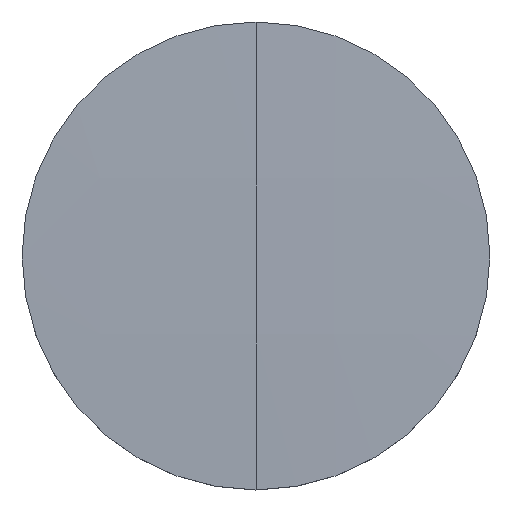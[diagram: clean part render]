
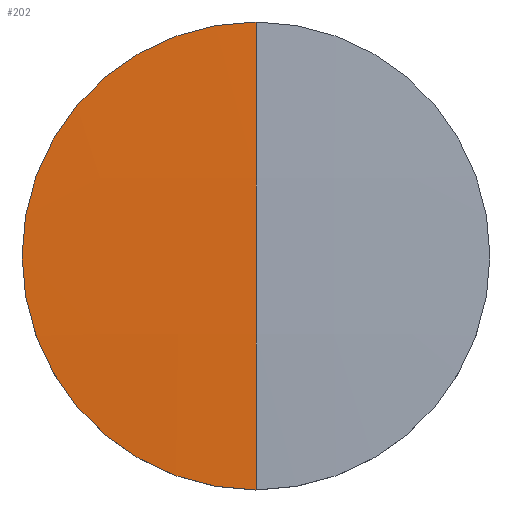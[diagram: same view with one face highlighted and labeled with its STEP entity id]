
A CAD part, top view. The second image highlights one B-rep face of the part: STEP entity #202.
In plain terms, the highlighted free-form (B-spline) face has degree [3, 3] with [4, 4] control points.
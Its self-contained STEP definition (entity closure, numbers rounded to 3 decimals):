
#1 = CARTESIAN_POINT ( 'NONE',  ( -12.773, -19.279, 4.659 ) ) ;
#5 = AXIS2_PLACEMENT_3D ( 'NONE', #49, #96, #287 ) ;
#19 = CARTESIAN_POINT ( 'NONE',  ( -19.158, -19.279, 4.491 ) ) ;
#21 = CARTESIAN_POINT ( 'NONE',  ( 0., -6.428, 5.085 ) ) ;
#23 = ORIENTED_EDGE ( 'NONE', *, *, #227, .F. ) ;
#25 = CARTESIAN_POINT ( 'NONE',  ( 0., -19.05, 4.75 ) ) ;
#41 = CARTESIAN_POINT ( 'NONE',  ( 0., 0., 4.75 ) ) ;
#49 = CARTESIAN_POINT ( 'NONE',  ( 0., 0., -720.4 ) ) ;
#69 = EDGE_CURVE ( 'NONE', #244, #161, #211, .T. ) ;
#73 = AXIS2_PLACEMENT_3D ( 'NONE', #234, #256, #275 ) ;
#75 = ORIENTED_EDGE ( 'NONE', *, *, #129, .F. ) ;
#76 =( BOUNDED_SURFACE ( )  B_SPLINE_SURFACE ( 3, 3, ( 
 ( #235, #128, #1, #19 ),
 ( #21, #155, #293, #152 ),
 ( #180, #272, #150, #80 ),
 ( #175, #254, #292, #86 ) ),
 .UNSPECIFIED., .F., .F., .F. ) 
 B_SPLINE_SURFACE_WITH_KNOTS ( ( 4, 4 ),
 ( 4, 4 ),
 ( 0., 1. ),
 ( 0., 1. ),
 .UNSPECIFIED. ) 
 GEOMETRIC_REPRESENTATION_ITEM ( )  RATIONAL_B_SPLINE_SURFACE ( (
 ( 1., 1., 1., 1.),
 ( 1., 1., 1., 1.),
 ( 1., 1., 1., 1.),
 ( 1., 1., 1., 1.) ) ) 
 REPRESENTATION_ITEM ( '' )  SURFACE ( )  );
#80 = CARTESIAN_POINT ( 'NONE',  ( -19.167, 6.428, 4.832 ) ) ;
#83 = DIRECTION ( 'NONE',  ( 0., 0., -1. ) ) ;
#86 = CARTESIAN_POINT ( 'NONE',  ( -19.158, 19.279, 4.491 ) ) ;
#96 = DIRECTION ( 'NONE',  ( -1., 0., 0. ) ) ;
#119 = FACE_OUTER_BOUND ( 'NONE', #263, .T. ) ;
#128 = CARTESIAN_POINT ( 'NONE',  ( -6.387, -19.279, 4.744 ) ) ;
#129 = EDGE_CURVE ( 'NONE', #244, #295, #266, .T. ) ;
#130 = CARTESIAN_POINT ( 'NONE',  ( -19.05, 0., 4.75 ) ) ;
#140 = ORIENTED_EDGE ( 'NONE', *, *, #69, .T. ) ;
#146 = CARTESIAN_POINT ( 'NONE',  ( 0., 19.05, 4.75 ) ) ;
#150 = CARTESIAN_POINT ( 'NONE',  ( -12.779, 6.428, 5.001 ) ) ;
#152 = CARTESIAN_POINT ( 'NONE',  ( -19.167, -6.428, 4.832 ) ) ;
#155 = CARTESIAN_POINT ( 'NONE',  ( -6.39, -6.428, 5.085 ) ) ;
#161 = VERTEX_POINT ( 'NONE', #146 ) ;
#175 = CARTESIAN_POINT ( 'NONE',  ( 0., 19.279, 4.744 ) ) ;
#180 = CARTESIAN_POINT ( 'NONE',  ( 0., 6.428, 5.085 ) ) ;
#202 = ADVANCED_FACE ( 'NONE', ( #119 ), #76, .T. ) ;
#211 = CIRCLE ( 'NONE', #5, 725.4 ) ;
#212 = DIRECTION ( 'NONE',  ( 1., 0., 0. ) ) ;
#227 = EDGE_CURVE ( 'NONE', #295, #161, #279, .T. ) ;
#229 = AXIS2_PLACEMENT_3D ( 'NONE', #41, #83, #212 ) ;
#234 = CARTESIAN_POINT ( 'NONE',  ( 0., 0., 4.75 ) ) ;
#235 = CARTESIAN_POINT ( 'NONE',  ( 0., -19.279, 4.744 ) ) ;
#244 = VERTEX_POINT ( 'NONE', #25 ) ;
#254 = CARTESIAN_POINT ( 'NONE',  ( -6.387, 19.279, 4.744 ) ) ;
#256 = DIRECTION ( 'NONE',  ( 0., 0., -1. ) ) ;
#263 = EDGE_LOOP ( 'NONE', ( #75, #140, #23 ) ) ;
#266 = CIRCLE ( 'NONE', #73, 19.05 ) ;
#272 = CARTESIAN_POINT ( 'NONE',  ( -6.39, 6.428, 5.085 ) ) ;
#275 = DIRECTION ( 'NONE',  ( 1., 0., 0. ) ) ;
#279 = CIRCLE ( 'NONE', #229, 19.05 ) ;
#287 = DIRECTION ( 'NONE',  ( 0., -1., 0. ) ) ;
#292 = CARTESIAN_POINT ( 'NONE',  ( -12.773, 19.279, 4.659 ) ) ;
#293 = CARTESIAN_POINT ( 'NONE',  ( -12.779, -6.428, 5.001 ) ) ;
#295 = VERTEX_POINT ( 'NONE', #130 ) ;
